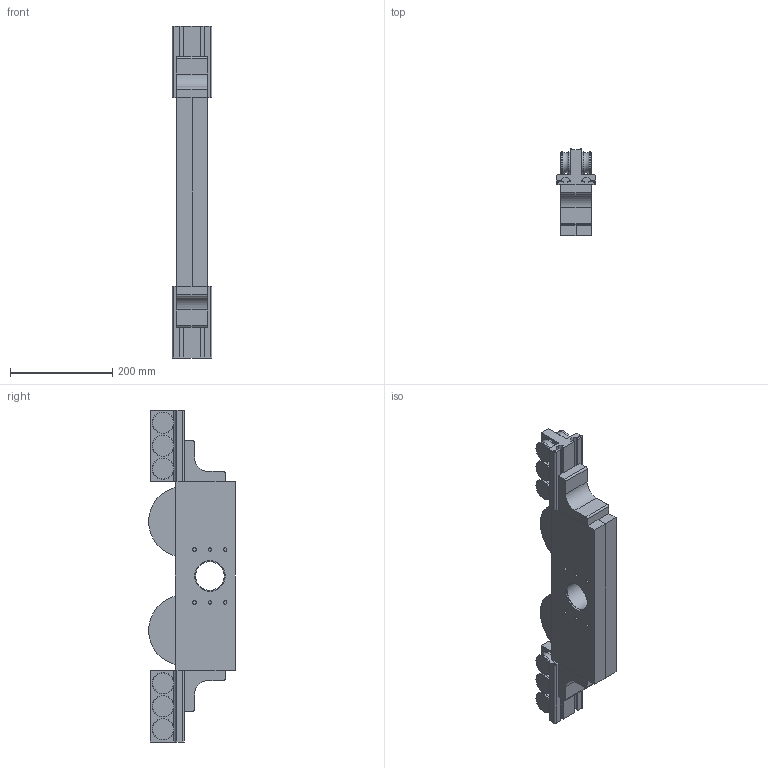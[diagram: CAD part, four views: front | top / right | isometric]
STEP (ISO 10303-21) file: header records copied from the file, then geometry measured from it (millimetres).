
FILE_DESCRIPTION((''),'2;1');
FILE_NAME('SL9820S.ipt.step','2007-09-10T15:15:08',(''),(''),'Autodesk Inventor 11','Autodesk Inventor 11','');
FILE_SCHEMA(('AUTOMOTIVE_DESIGN { 1 0 10303 214 1 1 1 1 }'));
Length unit declared in the file: millimetre
Products named in the file (1): SL9820S
Bounding box: 78 x 170 x 650 mm (x, y, z)
Volume: 3760465 mm3; surface area: 480338.4 mm2
Topology: 15 solids, 15 shells, 255 faces, 559 edges, 344 vertices
Faces by surface type: plane 109, bspline 80, cylinder 42, torus 24
Full cylindrical faces by diameter (mm): 4 x2, 6.647 x6, 42 x12, 60 x1, 130 x1, 131 x1, 138 x2
Entity records: 7518 total; most frequent: CARTESIAN_POINT 2392, DIRECTION 984, ORIENTED_EDGE 940, EDGE_CURVE 470, EDGE_LOOP 368, VERTEX_POINT 340, AXIS2_PLACEMENT_3D 338, VECTOR 308
